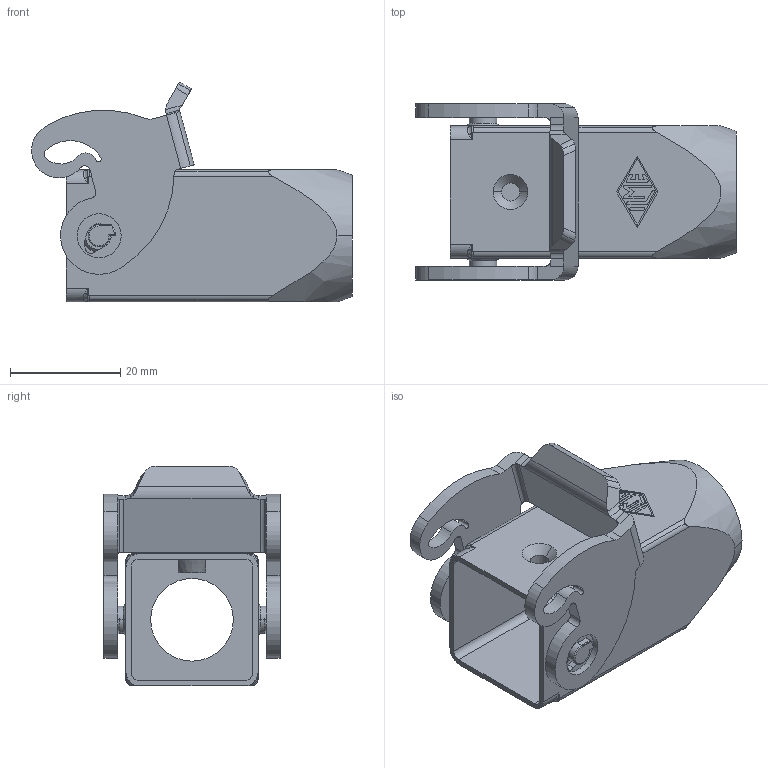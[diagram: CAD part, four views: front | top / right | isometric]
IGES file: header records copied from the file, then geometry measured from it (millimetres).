
Global section: file name: No Iges File Name specified; native system: AutoDesk Inventor R6.1; preprocessor: AutoDesk Inventor Iges Exporter R6.1; author: No Author specified; organization: No Organization specified; date: 20061207.103428; units: millimetre
Bounding box: 58.26 x 32 x 39.91 mm (x, y, z)
Volume: 10021.3 mm3; surface area: 13417.1 mm2
Topology: 1 solids, 1 shells, 271 faces, 751 edges, 470 vertices
Faces by surface type: plane 77, bspline 75, revolution 57, cylinder 51, torus 6, cone 5
